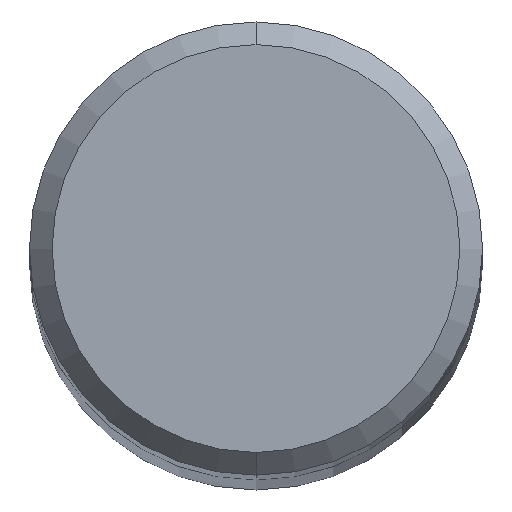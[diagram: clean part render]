
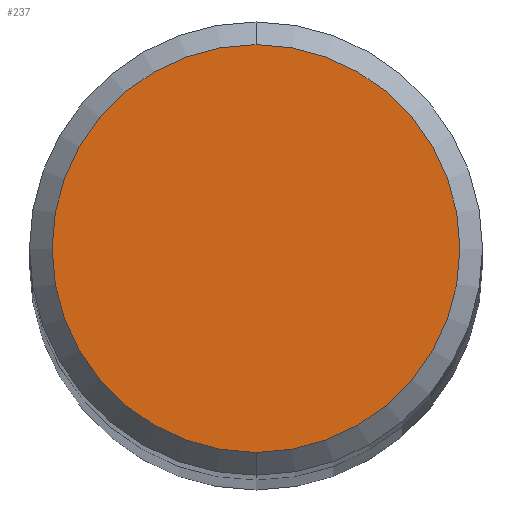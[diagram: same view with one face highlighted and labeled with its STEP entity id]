
A CAD part, top view. The second image highlights one B-rep face of the part: STEP entity #237.
In plain terms, the highlighted planar face has unit normal (0, 0, 1).
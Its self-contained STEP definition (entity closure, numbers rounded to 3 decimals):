
#237=ADVANCED_FACE('',(#506),#507,.T.);
#253=VERTEX_POINT('',#525);
#261=EDGE_CURVE('',#253,#367,#533,.T.);
#273=EDGE_CURVE('',#367,#253,#546,.T.);
#367=VERTEX_POINT('',#647);
#506=FACE_OUTER_BOUND('',#827,.T.);
#507=PLANE('',#828);
#525=CARTESIAN_POINT('',(0.0,4.5,58.0));
#533=CIRCLE('',#858,4.5);
#546=CIRCLE('',#872,4.5);
#647=CARTESIAN_POINT('',(0.,-4.5,58.0));
#827=EDGE_LOOP('',(#1393,#1394));
#828=AXIS2_PLACEMENT_3D('',#1395,#1396,#1397);
#858=AXIS2_PLACEMENT_3D('',#1434,#1435,#1436);
#872=AXIS2_PLACEMENT_3D('',#1445,#1446,#1447);
#1393=ORIENTED_EDGE('',*,*,#261,.F.);
#1394=ORIENTED_EDGE('',*,*,#273,.F.);
#1395=CARTESIAN_POINT('',(0.0,2.25,58.0));
#1396=DIRECTION('',(0.0,0.0,1.0));
#1397=DIRECTION('',(0.0,-1.0,0.0));
#1434=CARTESIAN_POINT('',(0.0,0.0,58.0));
#1435=DIRECTION('',(0.0,0.0,-1.0));
#1436=DIRECTION('',(0.0,1.0,0.0));
#1445=CARTESIAN_POINT('',(0.0,0.0,58.0));
#1446=DIRECTION('',(0.0,0.0,-1.0));
#1447=DIRECTION('',(0.0,1.0,0.0));
